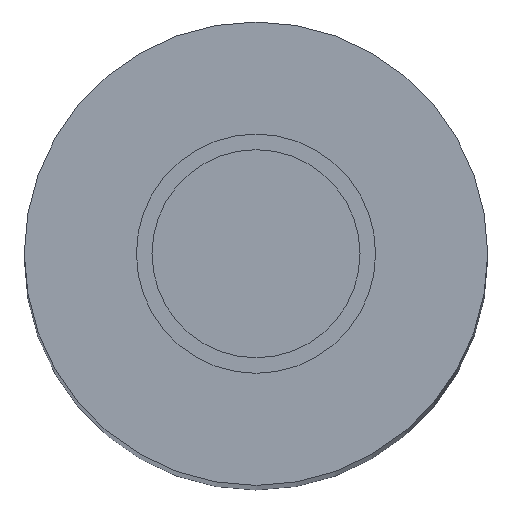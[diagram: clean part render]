
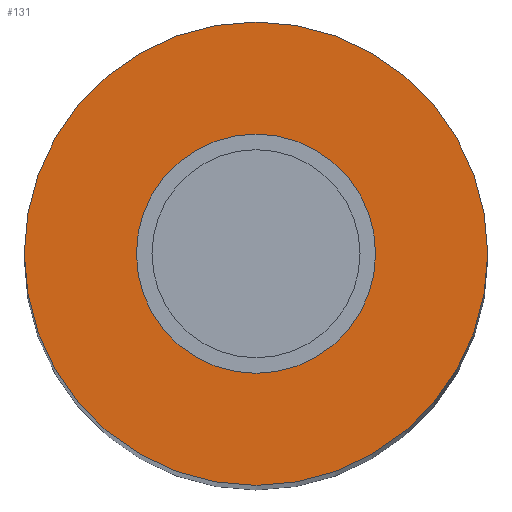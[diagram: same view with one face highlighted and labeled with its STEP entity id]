
A CAD part, top view. The second image highlights one B-rep face of the part: STEP entity #131.
In plain terms, the highlighted planar face has unit normal (0, 0, 1).
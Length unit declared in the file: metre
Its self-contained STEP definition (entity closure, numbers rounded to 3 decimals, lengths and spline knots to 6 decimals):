
#28=PLANE('',#185);
#38=ORIENTED_EDGE('',*,*,#54,.F.);
#39=ORIENTED_EDGE('',*,*,#56,.T.);
#54=EDGE_CURVE('',#64,#64,#74,.T.);
#56=EDGE_CURVE('',#66,#66,#76,.T.);
#64=VERTEX_POINT('',#256);
#66=VERTEX_POINT('',#261);
#74=CIRCLE('',#180,0.0046);
#76=CIRCLE('',#183,0.00891);
#88=EDGE_LOOP('',(#38));
#89=EDGE_LOOP('',(#39));
#108=FACE_BOUND('',#88,.T.);
#109=FACE_BOUND('',#89,.T.);
#131=ADVANCED_FACE('',(#108,#109),#28,.T.);
#180=AXIS2_PLACEMENT_3D('',#255,#207,#208);
#183=AXIS2_PLACEMENT_3D('',#260,#213,#214);
#185=AXIS2_PLACEMENT_3D('',#264,#217,#218);
#207=DIRECTION('',(0.,0.,1.));
#208=DIRECTION('',(1.,0.,0.));
#213=DIRECTION('',(0.,0.,1.));
#214=DIRECTION('',(1.,0.,0.));
#217=DIRECTION('',(0.,0.,1.));
#218=DIRECTION('',(1.,0.,0.));
#255=CARTESIAN_POINT('',(0.,0.,0.0504));
#256=CARTESIAN_POINT('',(0.0046,0.,0.0504));
#260=CARTESIAN_POINT('',(0.,0.,0.0504));
#261=CARTESIAN_POINT('',(0.00891,0.,0.0504));
#264=CARTESIAN_POINT('',(0.,0.,0.0504));
